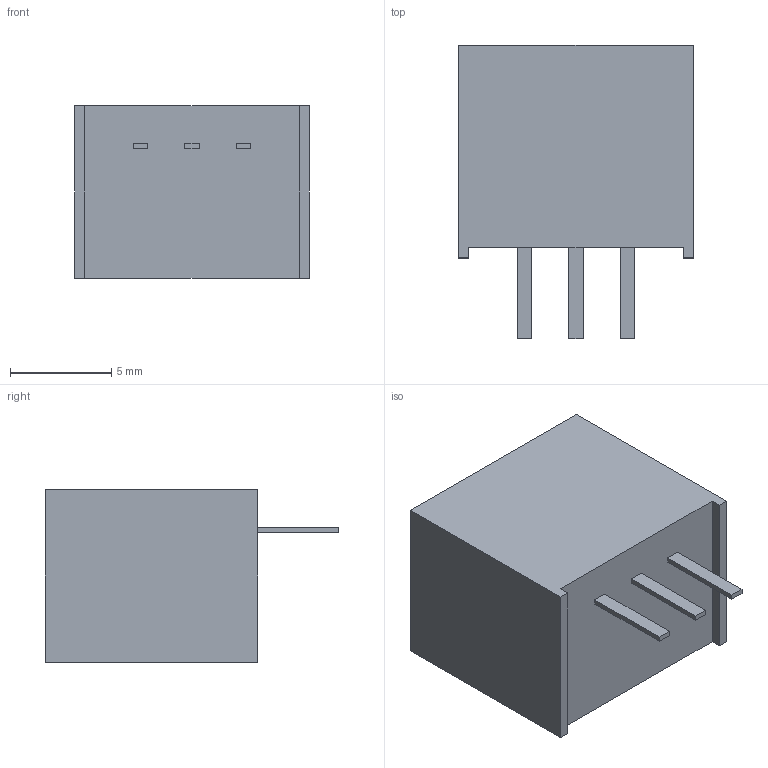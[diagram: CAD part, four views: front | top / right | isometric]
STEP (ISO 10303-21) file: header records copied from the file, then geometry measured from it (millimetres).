
FILE_DESCRIPTION (( 'STEP AP214' ), '1' );
FILE_NAME ('173010542.STEP', '2021-08-07T13:25:17', ( '' ), ( '' ), 'SwSTEP 2.0', 'SolidWorks 2016', '' );
FILE_SCHEMA (( 'AUTOMOTIVE_DESIGN' ));
Length unit declared in the file: millimetre
Products named in the file (1): 173010542
Bounding box: 11.6 x 14.5 x 8.5 mm (x, y, z)
Volume: 992.6 mm3; surface area: 642.8 mm2
Topology: 1 solids, 1 shells, 25 faces, 60 edges, 40 vertices
Faces by surface type: plane 25
Entity records: 748 total; most frequent: CARTESIAN_POINT 126, ORIENTED_EDGE 120, DIRECTION 112, VECTOR 60, LINE 60, EDGE_CURVE 60, VERTEX_POINT 40, EDGE_LOOP 28
